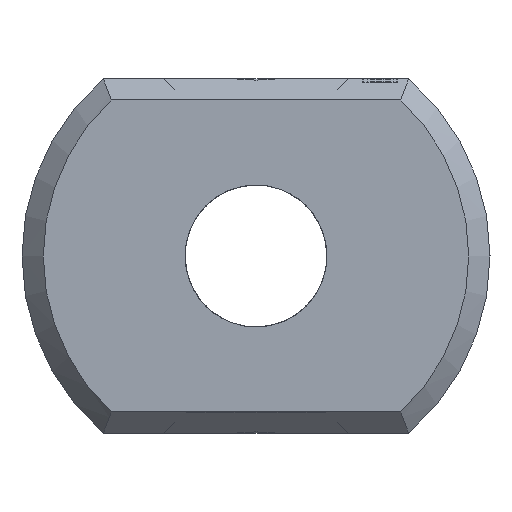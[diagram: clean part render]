
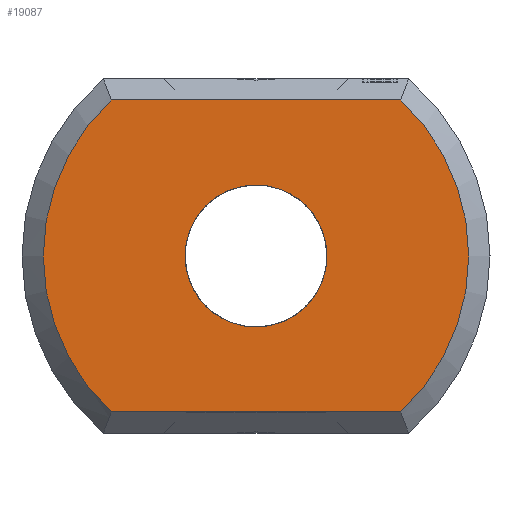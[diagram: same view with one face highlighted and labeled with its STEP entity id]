
A CAD part, left-side view. The second image highlights one B-rep face of the part: STEP entity #19087.
In plain terms, the highlighted planar face has unit normal (-1, 0, 0).
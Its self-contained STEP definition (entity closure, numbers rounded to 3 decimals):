
#4677 = VERTEX_POINT('',#4678);
#4678 = CARTESIAN_POINT('',(0.,-2.04,2.2));
#4687 = VERTEX_POINT('',#4688);
#4688 = CARTESIAN_POINT('',(0.,-2.04,-2.2));
#4695 = EDGE_CURVE('',#4677,#4687,#4696,.T.);
#4696 = CIRCLE('',#4697,3.);
#4697 = AXIS2_PLACEMENT_3D('',#4698,#4699,#4700);
#4698 = CARTESIAN_POINT('',(0.,0.,0.));
#4699 = DIRECTION('',(1.,0.,0.));
#4700 = DIRECTION('',(0.,-0.653,0.758)
  );
#6072 = VERTEX_POINT('',#6073);
#6073 = CARTESIAN_POINT('',(0.,2.04,2.2));
#6080 = EDGE_CURVE('',#4677,#6072,#6081,.T.);
#6081 = LINE('',#6082,#6083);
#6082 = CARTESIAN_POINT('',(0.,-2.154,2.2));
#6083 = VECTOR('',#6084,1.);
#6084 = DIRECTION('',(0.,1.,0.));
#19087 = ADVANCED_FACE('',(#19088,#19107),#19118,.F.);
#19088 = FACE_BOUND('',#19089,.F.);
#19089 = EDGE_LOOP('',(#19090,#19099,#19100,#19101));
#19090 = ORIENTED_EDGE('',*,*,#19091,.T.);
#19091 = EDGE_CURVE('',#19092,#6072,#19094,.T.);
#19092 = VERTEX_POINT('',#19093);
#19093 = CARTESIAN_POINT('',(0.,2.04,-2.2));
#19094 = CIRCLE('',#19095,3.);
#19095 = AXIS2_PLACEMENT_3D('',#19096,#19097,#19098);
#19096 = CARTESIAN_POINT('',(0.,0.,0.));
#19097 = DIRECTION('',(1.,0.,0.));
#19098 = DIRECTION('',(0.,0.653,-0.758)
  );
#19099 = ORIENTED_EDGE('',*,*,#6080,.F.);
#19100 = ORIENTED_EDGE('',*,*,#4695,.T.);
#19101 = ORIENTED_EDGE('',*,*,#19102,.T.);
#19102 = EDGE_CURVE('',#4687,#19092,#19103,.T.);
#19103 = LINE('',#19104,#19105);
#19104 = CARTESIAN_POINT('',(0.,-2.154,-2.2));
#19105 = VECTOR('',#19106,1.);
#19106 = DIRECTION('',(0.,1.,0.));
#19107 = FACE_BOUND('',#19108,.T.);
#19108 = EDGE_LOOP('',(#19109));
#19109 = ORIENTED_EDGE('',*,*,#19110,.T.);
#19110 = EDGE_CURVE('',#19111,#19111,#19113,.T.);
#19111 = VERTEX_POINT('',#19112);
#19112 = CARTESIAN_POINT('',(0.,1.,0.)
  );
#19113 = CIRCLE('',#19114,1.);
#19114 = AXIS2_PLACEMENT_3D('',#19115,#19116,#19117);
#19115 = CARTESIAN_POINT('',(0.,0.,0.));
#19116 = DIRECTION('',(1.,0.,0.));
#19117 = DIRECTION('',(0.,1.,0.));
#19118 = PLANE('',#19119);
#19119 = AXIS2_PLACEMENT_3D('',#19120,#19121,#19122);
#19120 = CARTESIAN_POINT('',(0.,0.,0.));
#19121 = DIRECTION('',(1.,0.,0.));
#19122 = DIRECTION('',(0.,0.,1.));
